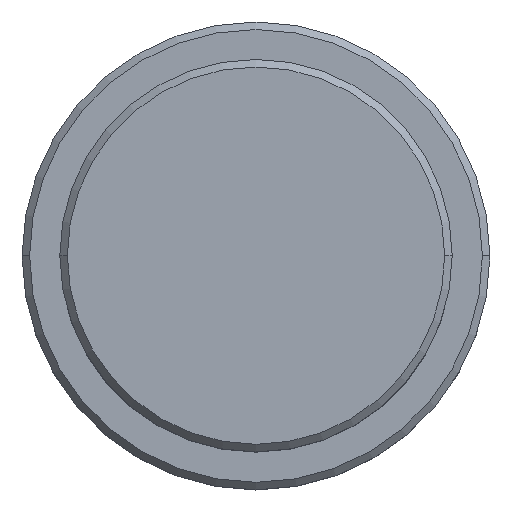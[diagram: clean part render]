
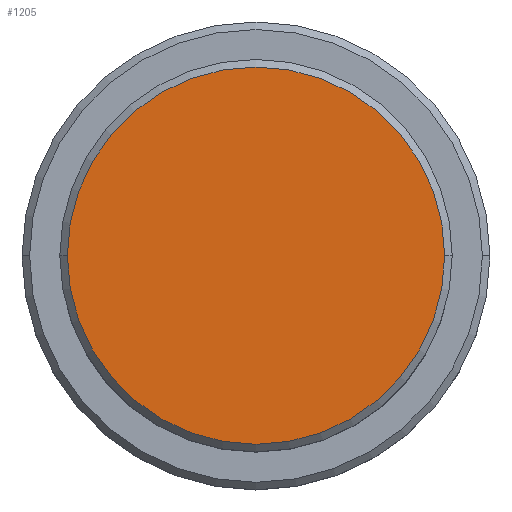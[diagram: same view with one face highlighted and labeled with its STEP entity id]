
A CAD part, top view. The second image highlights one B-rep face of the part: STEP entity #1205.
In plain terms, the highlighted planar face has unit normal (0, 0, 1).
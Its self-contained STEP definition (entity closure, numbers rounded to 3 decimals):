
#36 = ORIENTED_EDGE ( 'NONE', *, *, #774, .T. ) ;
#45 = DIRECTION ( 'NONE',  ( 1., 0., 0. ) ) ;
#49 = VERTEX_POINT ( 'NONE', #451 ) ;
#91 = CARTESIAN_POINT ( 'NONE',  ( 0., 0., 0. ) ) ;
#224 = FACE_OUTER_BOUND ( 'NONE', #1065, .T. ) ;
#325 = AXIS2_PLACEMENT_3D ( 'NONE', #91, #1275, #1390 ) ;
#378 = CARTESIAN_POINT ( 'NONE',  ( 0., 0., 0. ) ) ;
#451 = CARTESIAN_POINT ( 'NONE',  ( 12.5, 0., 0. ) ) ;
#523 = ORIENTED_EDGE ( 'NONE', *, *, #960, .T. ) ;
#547 = CARTESIAN_POINT ( 'NONE',  ( 0., 0., 0. ) ) ;
#751 = PLANE ( 'NONE',  #1100 ) ;
#774 = EDGE_CURVE ( 'NONE', #1268, #49, #848, .T. ) ;
#814 = DIRECTION ( 'NONE',  ( 0., 0., 1. ) ) ;
#848 = CIRCLE ( 'NONE', #325, 12.5 ) ;
#960 = EDGE_CURVE ( 'NONE', #49, #1268, #1119, .T. ) ;
#995 = CARTESIAN_POINT ( 'NONE',  ( -12.5, 0., 0. ) ) ;
#1065 = EDGE_LOOP ( 'NONE', ( #36, #523 ) ) ;
#1066 = DIRECTION ( 'NONE',  ( 1., 0., 0. ) ) ;
#1100 = AXIS2_PLACEMENT_3D ( 'NONE', #547, #1399, #1066 ) ;
#1119 = CIRCLE ( 'NONE', #1138, 12.5 ) ;
#1138 = AXIS2_PLACEMENT_3D ( 'NONE', #378, #814, #45 ) ;
#1205 = ADVANCED_FACE ( 'NONE', ( #224 ), #751, .T. ) ;
#1268 = VERTEX_POINT ( 'NONE', #995 ) ;
#1275 = DIRECTION ( 'NONE',  ( 0., 0., 1. ) ) ;
#1390 = DIRECTION ( 'NONE',  ( 1., 0., 0. ) ) ;
#1399 = DIRECTION ( 'NONE',  ( 0., 0., 1. ) ) ;
